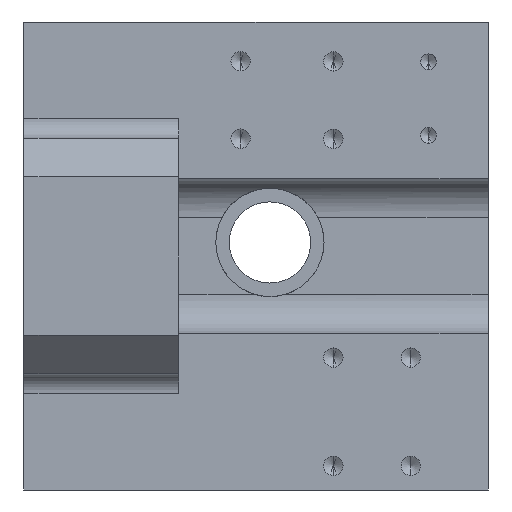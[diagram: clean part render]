
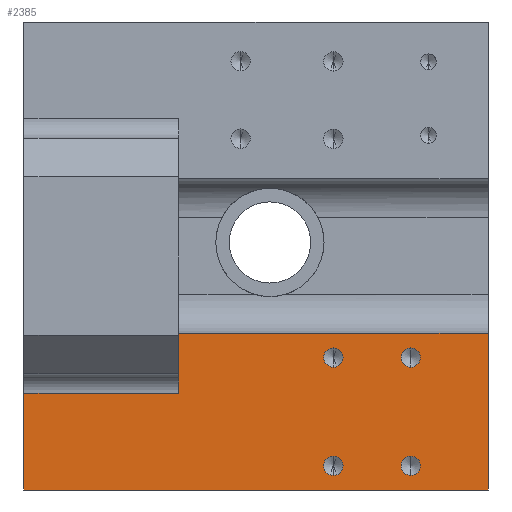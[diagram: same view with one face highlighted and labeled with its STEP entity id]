
A CAD part, left-side view. The second image highlights one B-rep face of the part: STEP entity #2385.
In plain terms, the highlighted planar face has unit normal (-1, 0, 0).
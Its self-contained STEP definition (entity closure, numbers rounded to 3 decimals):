
#34 = AXIS2_PLACEMENT_3D ( 'NONE', #4249, #10373, #160 ) ;
#141 = AXIS2_PLACEMENT_3D ( 'NONE', #2696, #9720, #10550 ) ;
#160 = DIRECTION ( 'NONE',  ( 0., 0., 1. ) ) ;
#274 = CARTESIAN_POINT ( 'NONE',  ( -50., -10., -25.875 ) ) ;
#275 = EDGE_CURVE ( 'NONE', #4564, #6564, #9694, .T. ) ;
#364 = VECTOR ( 'NONE', #7981, 1000. ) ;
#422 = VECTOR ( 'NONE', #9125, 1000. ) ;
#722 = CARTESIAN_POINT ( 'NONE',  ( -50., -30., -30.25 ) ) ;
#761 = FACE_BOUND ( 'NONE', #5633, .T. ) ;
#934 = ORIENTED_EDGE ( 'NONE', *, *, #4360, .F. ) ;
#941 = ORIENTED_EDGE ( 'NONE', *, *, #6796, .F. ) ;
#996 = FACE_BOUND ( 'NONE', #6873, .T. ) ;
#1023 = DIRECTION ( 'NONE',  ( 0., 0., 1. ) ) ;
#1073 = EDGE_CURVE ( 'NONE', #9561, #1994, #10603, .T. ) ;
#1169 = ORIENTED_EDGE ( 'NONE', *, *, #2503, .F. ) ;
#1235 = VERTEX_POINT ( 'NONE', #1522 ) ;
#1320 = DIRECTION ( 'NONE',  ( -1., 0., 0. ) ) ;
#1326 = VERTEX_POINT ( 'NONE', #3736 ) ;
#1373 = ORIENTED_EDGE ( 'NONE', *, *, #10438, .F. ) ;
#1440 = CARTESIAN_POINT ( 'NONE',  ( -50., 30., 30.25 ) ) ;
#1522 = CARTESIAN_POINT ( 'NONE',  ( -50., -20., -28.375 ) ) ;
#1561 = CIRCLE ( 'NONE', #4260, 1.25 ) ;
#1760 = CARTESIAN_POINT ( 'NONE',  ( -50., -20., -14.375 ) ) ;
#1838 = CARTESIAN_POINT ( 'NONE',  ( -50., -30., 30.25 ) ) ;
#1870 = CARTESIAN_POINT ( 'NONE',  ( -50., -20., -27.125 ) ) ;
#1897 = EDGE_CURVE ( 'NONE', #2906, #6812, #3321, .T. ) ;
#1994 = VERTEX_POINT ( 'NONE', #10070 ) ;
#2093 = VECTOR ( 'NONE', #6143, 1000. ) ;
#2141 = AXIS2_PLACEMENT_3D ( 'NONE', #7684, #4553, #4856 ) ;
#2385 = ADVANCED_FACE ( 'NONE', ( #2733, #996, #761, #9335, #6516 ), #8805, .F. ) ;
#2503 = EDGE_CURVE ( 'NONE', #10054, #8332, #9978, .T. ) ;
#2666 = LINE ( 'NONE', #1440, #422 ) ;
#2689 = CARTESIAN_POINT ( 'NONE',  ( -50., 30., -17.75 ) ) ;
#2696 = CARTESIAN_POINT ( 'NONE',  ( -50., -30., 30.25 ) ) ;
#2733 = FACE_BOUND ( 'NONE', #9579, .T. ) ;
#2748 = AXIS2_PLACEMENT_3D ( 'NONE', #8862, #10613, #1023 ) ;
#2812 = EDGE_CURVE ( 'NONE', #8332, #10054, #5944, .T. ) ;
#2846 = CARTESIAN_POINT ( 'NONE',  ( -50., 30., -10. ) ) ;
#2906 = VERTEX_POINT ( 'NONE', #3653 ) ;
#3129 = VECTOR ( 'NONE', #10179, 1000. ) ;
#3295 = AXIS2_PLACEMENT_3D ( 'NONE', #9520, #9586, #5319 ) ;
#3321 = LINE ( 'NONE', #6305, #364 ) ;
#3330 = CARTESIAN_POINT ( 'NONE',  ( -50., -10., -14.375 ) ) ;
#3364 = DIRECTION ( 'NONE',  ( -1., 0., 0. ) ) ;
#3375 = VECTOR ( 'NONE', #9506, 1000. ) ;
#3508 = CIRCLE ( 'NONE', #9625, 1.25 ) ;
#3529 = CARTESIAN_POINT ( 'NONE',  ( -50., 10., 30.25 ) ) ;
#3530 = AXIS2_PLACEMENT_3D ( 'NONE', #5904, #3364, #4209 ) ;
#3653 = CARTESIAN_POINT ( 'NONE',  ( -50., 10., -17.75 ) ) ;
#3735 = EDGE_CURVE ( 'NONE', #6812, #4564, #2666, .T. ) ;
#3736 = CARTESIAN_POINT ( 'NONE',  ( -50., -10., -28.375 ) ) ;
#3823 = EDGE_CURVE ( 'NONE', #6300, #1235, #3508, .T. ) ;
#4209 = DIRECTION ( 'NONE',  ( 0., 0., 1. ) ) ;
#4249 = CARTESIAN_POINT ( 'NONE',  ( -50., -10., -13.125 ) ) ;
#4260 = AXIS2_PLACEMENT_3D ( 'NONE', #8374, #9289, #6757 ) ;
#4325 = ORIENTED_EDGE ( 'NONE', *, *, #275, .T. ) ;
#4360 = EDGE_CURVE ( 'NONE', #1326, #7475, #1561, .T. ) ;
#4368 = ORIENTED_EDGE ( 'NONE', *, *, #3735, .T. ) ;
#4553 = DIRECTION ( 'NONE',  ( -1., 0., 0. ) ) ;
#4564 = VERTEX_POINT ( 'NONE', #8911 ) ;
#4856 = DIRECTION ( 'NONE',  ( 0., 0., 1. ) ) ;
#5040 = CARTESIAN_POINT ( 'NONE',  ( -50., -20., -11.875 ) ) ;
#5319 = DIRECTION ( 'NONE',  ( 0., 0., 1. ) ) ;
#5565 = EDGE_CURVE ( 'NONE', #7475, #1326, #9959, .T. ) ;
#5633 = EDGE_LOOP ( 'NONE', ( #10401, #1169 ) ) ;
#5904 = CARTESIAN_POINT ( 'NONE',  ( -50., -20., -13.125 ) ) ;
#5944 = CIRCLE ( 'NONE', #3530, 1.25 ) ;
#5999 = ORIENTED_EDGE ( 'NONE', *, *, #7793, .F. ) ;
#6143 = DIRECTION ( 'NONE',  ( 0., 0., 1. ) ) ;
#6221 = CARTESIAN_POINT ( 'NONE',  ( -50., -20., -25.875 ) ) ;
#6300 = VERTEX_POINT ( 'NONE', #6221 ) ;
#6305 = CARTESIAN_POINT ( 'NONE',  ( -50., -30., -17.75 ) ) ;
#6348 = CARTESIAN_POINT ( 'NONE',  ( -50., -10., -11.875 ) ) ;
#6493 = CARTESIAN_POINT ( 'NONE',  ( -50., -20., -27.125 ) ) ;
#6516 = FACE_OUTER_BOUND ( 'NONE', #7422, .T. ) ;
#6564 = VERTEX_POINT ( 'NONE', #9975 ) ;
#6757 = DIRECTION ( 'NONE',  ( 0., 0., 1. ) ) ;
#6763 = EDGE_CURVE ( 'NONE', #1994, #6564, #9535, .T. ) ;
#6796 = EDGE_CURVE ( 'NONE', #1235, #6300, #10861, .T. ) ;
#6812 = VERTEX_POINT ( 'NONE', #2689 ) ;
#6873 = EDGE_LOOP ( 'NONE', ( #8088, #941 ) ) ;
#6928 = DIRECTION ( 'NONE',  ( 0., 0., 1. ) ) ;
#6975 = ORIENTED_EDGE ( 'NONE', *, *, #6763, .F. ) ;
#7331 = DIRECTION ( 'NONE',  ( 0., 0., 1. ) ) ;
#7422 = EDGE_LOOP ( 'NONE', ( #7822, #10717, #4368, #4325, #6975, #8827 ) ) ;
#7475 = VERTEX_POINT ( 'NONE', #274 ) ;
#7684 = CARTESIAN_POINT ( 'NONE',  ( -50., -10., -27.125 ) ) ;
#7793 = EDGE_CURVE ( 'NONE', #10226, #8320, #9175, .T. ) ;
#7822 = ORIENTED_EDGE ( 'NONE', *, *, #10472, .F. ) ;
#7888 = CARTESIAN_POINT ( 'NONE',  ( -50., 10., -10. ) ) ;
#7907 = ORIENTED_EDGE ( 'NONE', *, *, #5565, .F. ) ;
#7981 = DIRECTION ( 'NONE',  ( 0., 1., 0. ) ) ;
#8003 = LINE ( 'NONE', #3529, #2093 ) ;
#8088 = ORIENTED_EDGE ( 'NONE', *, *, #3823, .F. ) ;
#8314 = VECTOR ( 'NONE', #10551, 1000. ) ;
#8320 = VERTEX_POINT ( 'NONE', #3330 ) ;
#8332 = VERTEX_POINT ( 'NONE', #5040 ) ;
#8374 = CARTESIAN_POINT ( 'NONE',  ( -50., -10., -27.125 ) ) ;
#8805 = PLANE ( 'NONE',  #141 ) ;
#8827 = ORIENTED_EDGE ( 'NONE', *, *, #1073, .F. ) ;
#8862 = CARTESIAN_POINT ( 'NONE',  ( -50., -20., -13.125 ) ) ;
#8911 = CARTESIAN_POINT ( 'NONE',  ( -50., 30., -30.25 ) ) ;
#9125 = DIRECTION ( 'NONE',  ( 0., 0., -1. ) ) ;
#9175 = CIRCLE ( 'NONE', #3295, 1.25 ) ;
#9289 = DIRECTION ( 'NONE',  ( -1., 0., 0. ) ) ;
#9335 = FACE_BOUND ( 'NONE', #10427, .T. ) ;
#9469 = DIRECTION ( 'NONE',  ( -1., 0., 0. ) ) ;
#9506 = DIRECTION ( 'NONE',  ( 0., 0., -1. ) ) ;
#9520 = CARTESIAN_POINT ( 'NONE',  ( -50., -10., -13.125 ) ) ;
#9535 = LINE ( 'NONE', #1838, #3375 ) ;
#9561 = VERTEX_POINT ( 'NONE', #7888 ) ;
#9579 = EDGE_LOOP ( 'NONE', ( #7907, #934 ) ) ;
#9586 = DIRECTION ( 'NONE',  ( -1., 0., 0. ) ) ;
#9625 = AXIS2_PLACEMENT_3D ( 'NONE', #6493, #1320, #7331 ) ;
#9694 = LINE ( 'NONE', #722, #3129 ) ;
#9720 = DIRECTION ( 'NONE',  ( 1., 0., 0. ) ) ;
#9959 = CIRCLE ( 'NONE', #2141, 1.25 ) ;
#9975 = CARTESIAN_POINT ( 'NONE',  ( -50., -30., -30.25 ) ) ;
#9978 = CIRCLE ( 'NONE', #2748, 1.25 ) ;
#10054 = VERTEX_POINT ( 'NONE', #1760 ) ;
#10070 = CARTESIAN_POINT ( 'NONE',  ( -50., -30., -10. ) ) ;
#10135 = CIRCLE ( 'NONE', #34, 1.25 ) ;
#10179 = DIRECTION ( 'NONE',  ( 0., -1., 0. ) ) ;
#10226 = VERTEX_POINT ( 'NONE', #6348 ) ;
#10273 = AXIS2_PLACEMENT_3D ( 'NONE', #1870, #9469, #6928 ) ;
#10373 = DIRECTION ( 'NONE',  ( -1., 0., 0. ) ) ;
#10401 = ORIENTED_EDGE ( 'NONE', *, *, #2812, .F. ) ;
#10427 = EDGE_LOOP ( 'NONE', ( #5999, #1373 ) ) ;
#10438 = EDGE_CURVE ( 'NONE', #8320, #10226, #10135, .T. ) ;
#10472 = EDGE_CURVE ( 'NONE', #2906, #9561, #8003, .T. ) ;
#10550 = DIRECTION ( 'NONE',  ( 0., 0., -1. ) ) ;
#10551 = DIRECTION ( 'NONE',  ( 0., -1., 0. ) ) ;
#10603 = LINE ( 'NONE', #2846, #8314 ) ;
#10613 = DIRECTION ( 'NONE',  ( -1., 0., 0. ) ) ;
#10717 = ORIENTED_EDGE ( 'NONE', *, *, #1897, .T. ) ;
#10861 = CIRCLE ( 'NONE', #10273, 1.25 ) ;
